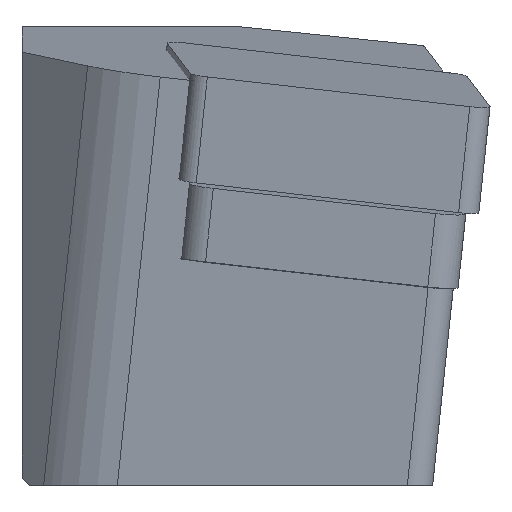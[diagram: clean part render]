
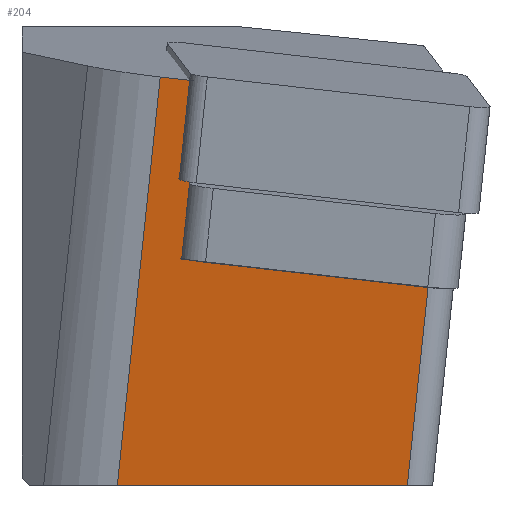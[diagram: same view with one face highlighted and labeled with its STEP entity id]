
A CAD part, left-side view. The second image highlights one B-rep face of the part: STEP entity #204.
In plain terms, the highlighted planar face has unit normal (-0.992, 0.087, -0.096).
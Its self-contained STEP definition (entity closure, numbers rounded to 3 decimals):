
#204=ADVANCED_FACE('',(#301),#259,.F.);
#259=PLANE('',#1142);
#301=FACE_OUTER_BOUND('',#357,.T.);
#357=EDGE_LOOP('',(#651,#652,#653,#654,#655,#656,#657));
#417=LINE('',#1516,#521);
#431=LINE('',#1548,#535);
#433=LINE('',#1554,#537);
#434=LINE('',#1557,#538);
#435=LINE('',#1558,#539);
#436=LINE('',#1560,#540);
#437=LINE('',#1561,#541);
#521=VECTOR('',#1235,1.);
#535=VECTOR('',#1261,1.);
#537=VECTOR('',#1267,1.);
#538=VECTOR('',#1268,1.);
#539=VECTOR('',#1269,1.);
#540=VECTOR('',#1270,1.);
#541=VECTOR('',#1271,1.);
#651=ORIENTED_EDGE('',*,*,#1003,.F.);
#652=ORIENTED_EDGE('',*,*,#1004,.T.);
#653=ORIENTED_EDGE('',*,*,#984,.F.);
#654=ORIENTED_EDGE('',*,*,#1005,.T.);
#655=ORIENTED_EDGE('',*,*,#1006,.F.);
#656=ORIENTED_EDGE('',*,*,#1000,.T.);
#657=ORIENTED_EDGE('',*,*,#1007,.F.);
#892=VERTEX_POINT('',#1500);
#900=VERTEX_POINT('',#1515);
#911=VERTEX_POINT('',#1546);
#913=VERTEX_POINT('',#1549);
#915=VERTEX_POINT('',#1555);
#916=VERTEX_POINT('',#1556);
#917=VERTEX_POINT('',#1559);
#984=EDGE_CURVE('',#900,#892,#417,.T.);
#1000=EDGE_CURVE('',#913,#911,#431,.T.);
#1003=EDGE_CURVE('',#915,#916,#433,.T.);
#1004=EDGE_CURVE('',#915,#892,#434,.T.);
#1005=EDGE_CURVE('',#900,#917,#435,.T.);
#1006=EDGE_CURVE('',#913,#917,#436,.T.);
#1007=EDGE_CURVE('',#916,#911,#437,.T.);
#1142=AXIS2_PLACEMENT_3D('',#1562,#1272,#1273);
#1235=DIRECTION('',(-0.076,-0.991,-0.112));
#1261=DIRECTION('',(-0.105,-0.104,0.989));
#1267=DIRECTION('',(-0.076,-0.991,-0.112));
#1268=DIRECTION('',(-0.105,-0.104,0.989));
#1269=DIRECTION('',(0.105,0.104,-0.989));
#1270=DIRECTION('',(0.087,0.996,0.));
#1271=DIRECTION('',(-0.076,-0.991,-0.112));
#1272=DIRECTION('',(0.992,-0.087,0.096));
#1273=DIRECTION('',(0.096,0.,-0.995));
#1500=CARTESIAN_POINT('',(1.629,-7.587,1.173));
#1515=CARTESIAN_POINT('',(1.759,-5.88,1.367));
#1516=CARTESIAN_POINT('',(0.825,-18.077,-0.014));
#1546=CARTESIAN_POINT('',(1.624,-17.283,-7.571));
#1548=CARTESIAN_POINT('',(4.975,-13.95,-39.28));
#1549=CARTESIAN_POINT('',(2.515,-16.397,-16.));
#1554=CARTESIAN_POINT('',(1.624,-17.283,-7.571));
#1555=CARTESIAN_POINT('',(2.427,-6.793,-6.383));
#1556=CARTESIAN_POINT('',(2.398,-7.168,-6.426));
#1557=CARTESIAN_POINT('',(1.382,-7.833,3.508));
#1558=CARTESIAN_POINT('',(5.909,-1.753,-37.9));
#1559=CARTESIAN_POINT('',(3.595,-4.054,-16.));
#1560=CARTESIAN_POINT('',(2.746,-13.755,-16.));
#1561=CARTESIAN_POINT('',(1.624,-17.283,-7.571));
#1562=CARTESIAN_POINT('',(4.975,-13.95,-39.28));
